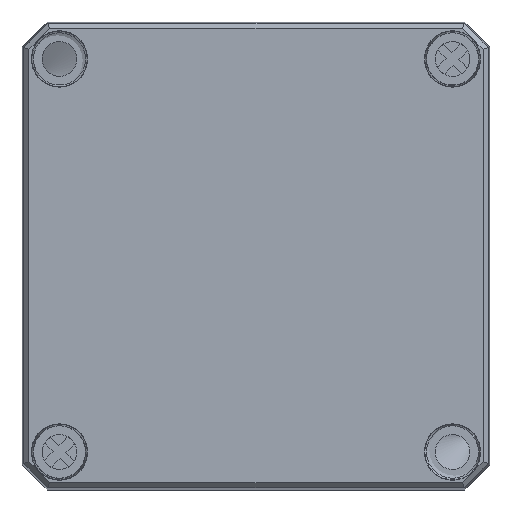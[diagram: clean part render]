
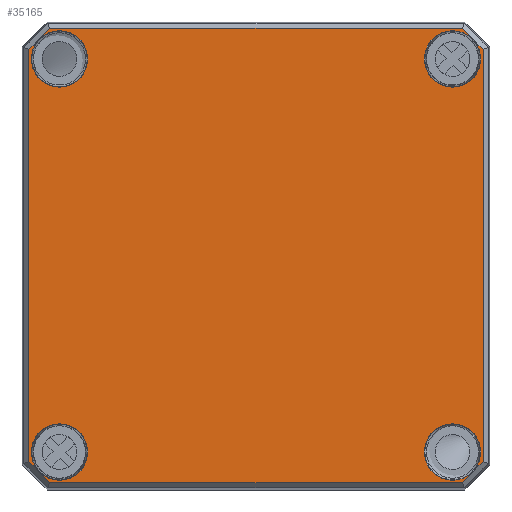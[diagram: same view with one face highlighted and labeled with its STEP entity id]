
A CAD part, top view. The second image highlights one B-rep face of the part: STEP entity #35165.
In plain terms, the highlighted planar face has unit normal (0, 0, 1).
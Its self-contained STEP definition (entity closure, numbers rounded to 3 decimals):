
#291=FACE_BOUND('',#11174,.T.);
#292=FACE_BOUND('',#11175,.T.);
#293=FACE_BOUND('',#11176,.T.);
#294=FACE_BOUND('',#11177,.T.);
#955=PLANE('',#37827);
#3393=LINE('',#63695,#6120);
#3394=LINE('',#63697,#6121);
#3395=LINE('',#63699,#6122);
#3396=LINE('',#63701,#6123);
#3397=LINE('',#63703,#6124);
#3398=LINE('',#63705,#6125);
#3399=LINE('',#63707,#6126);
#3400=LINE('',#63708,#6127);
#6120=VECTOR('',#44972,10.);
#6121=VECTOR('',#44973,10.);
#6122=VECTOR('',#44974,10.);
#6123=VECTOR('',#44975,10.);
#6124=VECTOR('',#44976,10.);
#6125=VECTOR('',#44977,10.);
#6126=VECTOR('',#44978,10.);
#6127=VECTOR('',#44979,10.);
#8870=FACE_OUTER_BOUND('',#11173,.T.);
#11173=EDGE_LOOP('',(#30131,#30132,#30133,#30134,#30135,#30136,#30137,#30138));
#11174=EDGE_LOOP('',(#30139,#30140));
#11175=EDGE_LOOP('',(#30141,#30142));
#11176=EDGE_LOOP('',(#30143));
#11177=EDGE_LOOP('',(#30144));
#13625=CIRCLE('',#37822,5.672);
#13629=CIRCLE('',#37828,5.672);
#13630=CIRCLE('',#37829,5.672);
#13631=CIRCLE('',#37830,5.672);
#13632=CIRCLE('',#37831,5.672);
#13633=CIRCLE('',#37832,5.672);
#16705=VERTEX_POINT('',#63683);
#16708=VERTEX_POINT('',#63693);
#16709=VERTEX_POINT('',#63694);
#16710=VERTEX_POINT('',#63696);
#16711=VERTEX_POINT('',#63698);
#16712=VERTEX_POINT('',#63700);
#16713=VERTEX_POINT('',#63702);
#16714=VERTEX_POINT('',#63704);
#16715=VERTEX_POINT('',#63706);
#16716=VERTEX_POINT('',#63709);
#16717=VERTEX_POINT('',#63710);
#16718=VERTEX_POINT('',#63713);
#16719=VERTEX_POINT('',#63714);
#16720=VERTEX_POINT('',#63717);
#21269=EDGE_CURVE('',#16705,#16705,#13625,.T.);
#21274=EDGE_CURVE('',#16708,#16709,#3393,.T.);
#21275=EDGE_CURVE('',#16710,#16708,#3394,.T.);
#21276=EDGE_CURVE('',#16711,#16710,#3395,.T.);
#21277=EDGE_CURVE('',#16712,#16711,#3396,.T.);
#21278=EDGE_CURVE('',#16713,#16712,#3397,.T.);
#21279=EDGE_CURVE('',#16714,#16713,#3398,.T.);
#21280=EDGE_CURVE('',#16715,#16714,#3399,.T.);
#21281=EDGE_CURVE('',#16709,#16715,#3400,.T.);
#21282=EDGE_CURVE('',#16716,#16717,#13629,.T.);
#21283=EDGE_CURVE('',#16717,#16716,#13630,.T.);
#21284=EDGE_CURVE('',#16718,#16719,#13631,.T.);
#21285=EDGE_CURVE('',#16719,#16718,#13632,.T.);
#21286=EDGE_CURVE('',#16720,#16720,#13633,.T.);
#30131=ORIENTED_EDGE('',*,*,#21274,.F.);
#30132=ORIENTED_EDGE('',*,*,#21275,.F.);
#30133=ORIENTED_EDGE('',*,*,#21276,.F.);
#30134=ORIENTED_EDGE('',*,*,#21277,.F.);
#30135=ORIENTED_EDGE('',*,*,#21278,.F.);
#30136=ORIENTED_EDGE('',*,*,#21279,.F.);
#30137=ORIENTED_EDGE('',*,*,#21280,.F.);
#30138=ORIENTED_EDGE('',*,*,#21281,.F.);
#30139=ORIENTED_EDGE('',*,*,#21282,.F.);
#30140=ORIENTED_EDGE('',*,*,#21283,.F.);
#30141=ORIENTED_EDGE('',*,*,#21284,.F.);
#30142=ORIENTED_EDGE('',*,*,#21285,.F.);
#30143=ORIENTED_EDGE('',*,*,#21286,.F.);
#30144=ORIENTED_EDGE('',*,*,#21269,.F.);
#35165=ADVANCED_FACE('',(#8870,#291,#292,#293,#294),#955,.T.);
#37822=AXIS2_PLACEMENT_3D('',#63684,#44959,#44960);
#37827=AXIS2_PLACEMENT_3D('',#63692,#44970,#44971);
#37828=AXIS2_PLACEMENT_3D('',#63711,#44980,#44981);
#37829=AXIS2_PLACEMENT_3D('',#63712,#44982,#44983);
#37830=AXIS2_PLACEMENT_3D('',#63715,#44984,#44985);
#37831=AXIS2_PLACEMENT_3D('',#63716,#44986,#44987);
#37832=AXIS2_PLACEMENT_3D('',#63718,#44988,#44989);
#44959=DIRECTION('center_axis',(0.,0.,1.));
#44960=DIRECTION('ref_axis',(-1.,0.,0.));
#44970=DIRECTION('center_axis',(0.,0.,1.));
#44971=DIRECTION('ref_axis',(1.,0.,0.));
#44972=DIRECTION('',(0.707,-0.707,0.));
#44973=DIRECTION('',(1.,0.,0.));
#44974=DIRECTION('',(0.707,0.707,0.));
#44975=DIRECTION('',(0.,1.,0.));
#44976=DIRECTION('',(-0.707,0.707,0.));
#44977=DIRECTION('',(-1.,0.,0.));
#44978=DIRECTION('',(-0.707,-0.707,0.));
#44979=DIRECTION('',(0.,-1.,0.));
#44980=DIRECTION('center_axis',(0.,0.,1.));
#44981=DIRECTION('ref_axis',(1.,0.,0.));
#44982=DIRECTION('center_axis',(0.,0.,1.));
#44983=DIRECTION('ref_axis',(1.,0.,0.));
#44984=DIRECTION('center_axis',(0.,0.,1.));
#44985=DIRECTION('ref_axis',(1.,0.,0.));
#44986=DIRECTION('center_axis',(0.,0.,1.));
#44987=DIRECTION('ref_axis',(1.,0.,0.));
#44988=DIRECTION('center_axis',(0.,0.,1.));
#44989=DIRECTION('ref_axis',(-1.,0.,0.));
#63683=CARTESIAN_POINT('',(-33.828,39.5,39.));
#63684=CARTESIAN_POINT('Origin',(-39.5,39.5,39.));
#63692=CARTESIAN_POINT('Origin',(0.,0.,
39.));
#63693=CARTESIAN_POINT('',(41.445,45.66,39.));
#63694=CARTESIAN_POINT('',(45.66,41.445,39.));
#63695=CARTESIAN_POINT('',(42.302,44.802,39.));
#63696=CARTESIAN_POINT('',(-41.445,45.66,39.));
#63697=CARTESIAN_POINT('',(-21.,45.66,39.));
#63698=CARTESIAN_POINT('',(-45.66,41.445,39.));
#63699=CARTESIAN_POINT('',(-44.802,42.302,39.));
#63700=CARTESIAN_POINT('',(-45.66,-41.445,39.));
#63701=CARTESIAN_POINT('',(-45.66,-21.,39.));
#63702=CARTESIAN_POINT('',(-41.445,-45.66,39.));
#63703=CARTESIAN_POINT('',(-42.302,-44.802,39.));
#63704=CARTESIAN_POINT('',(41.445,-45.66,39.));
#63705=CARTESIAN_POINT('',(21.,-45.66,39.));
#63706=CARTESIAN_POINT('',(45.66,-41.445,39.));
#63707=CARTESIAN_POINT('',(44.802,-42.302,39.));
#63708=CARTESIAN_POINT('',(45.66,21.,39.));
#63709=CARTESIAN_POINT('',(33.828,39.5,39.));
#63710=CARTESIAN_POINT('',(45.172,39.5,39.));
#63711=CARTESIAN_POINT('Origin',(39.5,39.5,39.));
#63712=CARTESIAN_POINT('Origin',(39.5,39.5,39.));
#63713=CARTESIAN_POINT('',(33.828,-39.5,39.));
#63714=CARTESIAN_POINT('',(45.172,-39.5,39.));
#63715=CARTESIAN_POINT('Origin',(39.5,-39.5,39.));
#63716=CARTESIAN_POINT('Origin',(39.5,-39.5,39.));
#63717=CARTESIAN_POINT('',(-33.828,-39.5,39.));
#63718=CARTESIAN_POINT('Origin',(-39.5,-39.5,39.));
